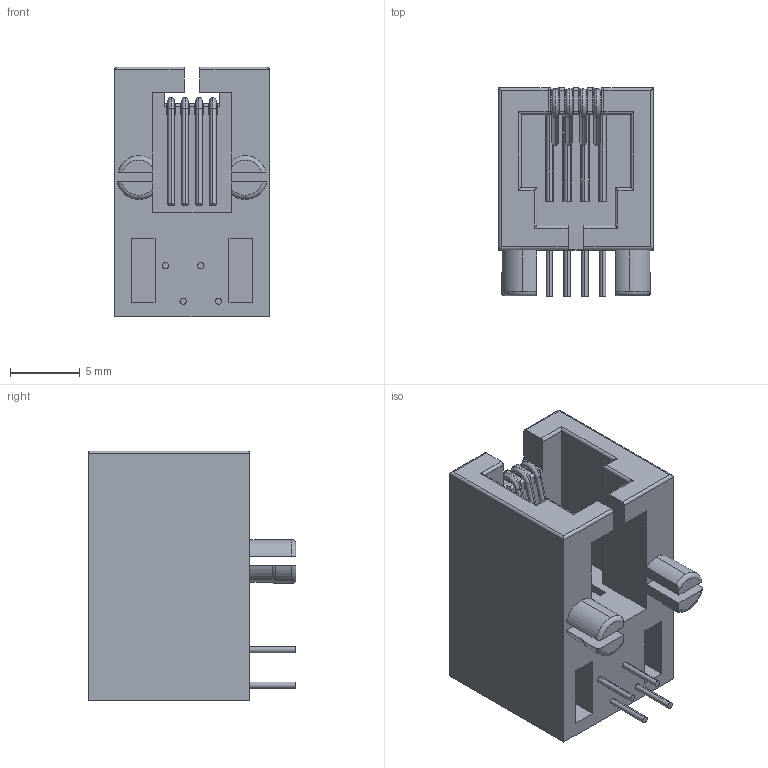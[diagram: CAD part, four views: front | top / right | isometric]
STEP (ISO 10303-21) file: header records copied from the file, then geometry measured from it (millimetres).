
FILE_DESCRIPTION (( 'STEP AP214' ), '1' );
FILE_NAME ('RJ11_CONNECTOR.STEP', '2023-02-01T14:44:17', ( '' ), ( '' ), 'SwSTEP 2.0', 'SolidWorks 2020', '' );
FILE_SCHEMA (( 'AUTOMOTIVE_DESIGN' ));
Length unit declared in the file: millimetre
Products named in the file (1): RJ11_CONNECTOR
Bounding box: 11.1 x 14.9 x 17.9 mm (x, y, z)
Volume: 1338.5 mm3; surface area: 2353.1 mm2
Topology: 1 solids, 1 shells, 204 faces, 591 edges, 381 vertices
Faces by surface type: plane 107, cylinder 73, torus 18, bspline 6
Full cylindrical faces by diameter (mm): 0.45 x1
Entity records: 8348 total; most frequent: CARTESIAN_POINT 2314, ORIENTED_EDGE 1184, DIRECTION 1049, EDGE_CURVE 592, VERTEX_POINT 382, VECTOR 363, LINE 363, AXIS2_PLACEMENT_3D 343
